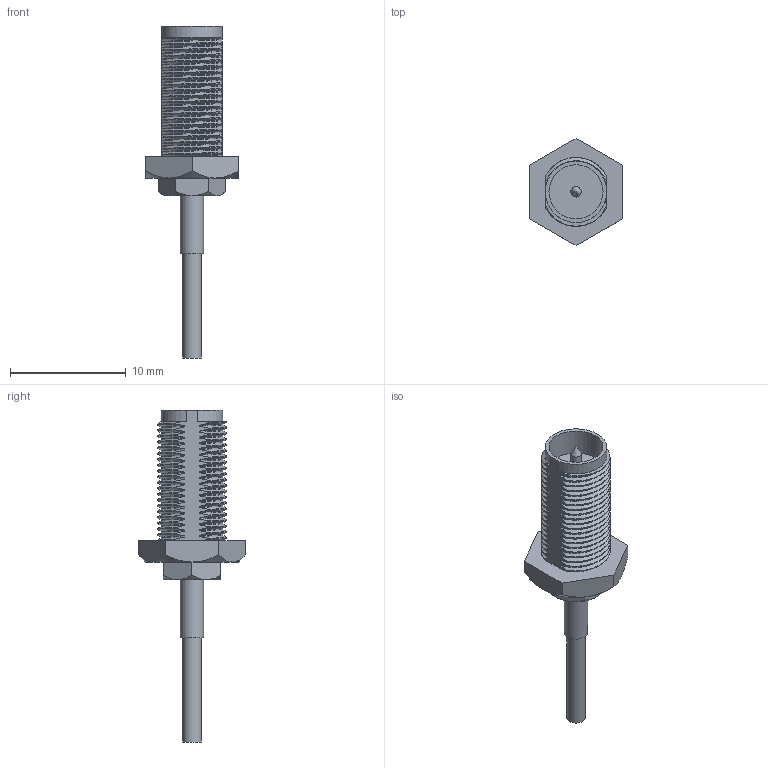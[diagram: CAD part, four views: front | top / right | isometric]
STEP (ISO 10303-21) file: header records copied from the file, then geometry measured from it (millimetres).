
FILE_DESCRIPTION(/* description */ (''),/* implementation_level */ '2;1');
FILE_NAME(/* name */ 'SMA_connector_part_1 v3.step',/* time_stamp */ '2023-07-05T08:14:34+03:00',/* author */ (''),/* organization */ (''),/* preprocessor_version */ 'ST-DEVELOPER v19.2',/* originating_system */ 'Autodesk Translation Framework v12.6.0.85',/* authorisation */ '');
FILE_SCHEMA (('AUTOMOTIVE_DESIGN { 1 0 10303 214 3 1 1 }'));
Length unit declared in the file: millimetre
Products named in the file (1): SMA_connector_part_1
Bounding box: 8 x 9.24 x 28.63 mm (x, y, z)
Volume: 399.5 mm3; surface area: 586.5 mm2
Topology: 1 solids, 1 shells, 212 faces, 602 edges, 397 vertices
Faces by surface type: cylinder 90, bspline 86, plane 23, cone 13
Full cylindrical faces by diameter (mm): 0.9 x1, 1.6 x1, 2 x1, 4.66 x1
Entity records: 11217 total; most frequent: CARTESIAN_POINT 6661, ORIENTED_EDGE 1202, EDGE_CURVE 601, DIRECTION 515, VERTEX_POINT 397, B_SPLINE_CURVE_WITH_KNOTS 344, EDGE_LOOP 218, FACE_OUTER_BOUND 212
